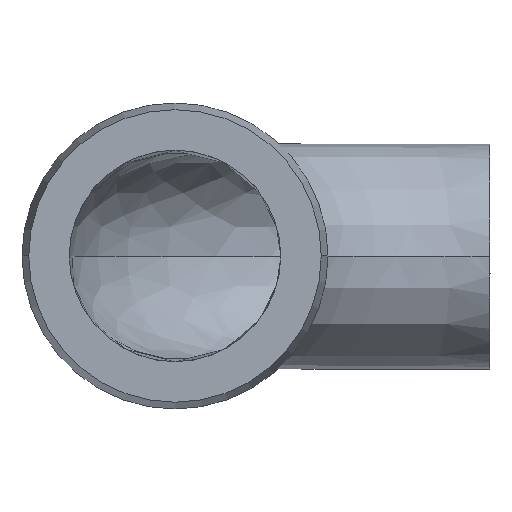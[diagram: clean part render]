
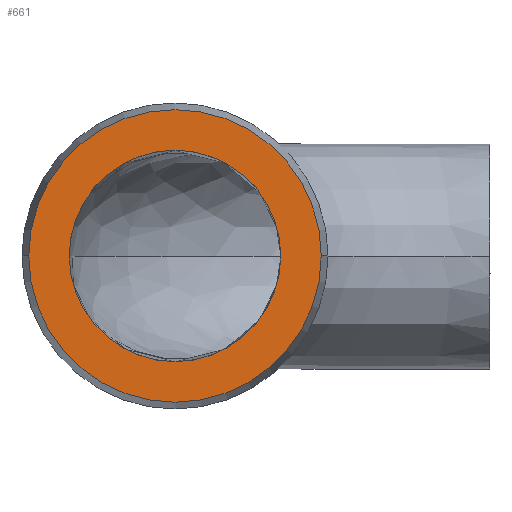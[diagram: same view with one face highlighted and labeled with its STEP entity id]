
A CAD part, top view. The second image highlights one B-rep face of the part: STEP entity #661.
In plain terms, the highlighted planar face has unit normal (0, 0, 1).
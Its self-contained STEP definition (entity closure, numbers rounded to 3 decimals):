
#37 = EDGE_CURVE ( 'NONE', #2515, #3146, #1470, .T. ) ;
#188 = AXIS2_PLACEMENT_3D ( 'NONE', #3650, #3726, #1253 ) ;
#194 = CIRCLE ( 'NONE', #7038, 32.5 ) ;
#199 = VERTEX_POINT ( 'NONE', #1578 ) ;
#436 = CARTESIAN_POINT ( 'NONE',  ( -46.5, 0., 0. ) ) ;
#510 = DIRECTION ( 'NONE',  ( 1., 0., 0. ) ) ;
#661 = ADVANCED_FACE ( 'NONE', ( #3891, #4008 ), #4442, .F. ) ;
#874 = EDGE_LOOP ( 'NONE', ( #3218, #6951 ) ) ;
#1082 = AXIS2_PLACEMENT_3D ( 'NONE', #1440, #6915, #2596 ) ;
#1198 = AXIS2_PLACEMENT_3D ( 'NONE', #3931, #5123, #6419 ) ;
#1253 = DIRECTION ( 'NONE',  ( 1., 0., 0. ) ) ;
#1440 = CARTESIAN_POINT ( 'NONE',  ( -70., 0., 0. ) ) ;
#1470 = CIRCLE ( 'NONE', #188, 23.5 ) ;
#1522 = EDGE_LOOP ( 'NONE', ( #4923, #7402 ) ) ;
#1578 = CARTESIAN_POINT ( 'NONE',  ( -102.5, 0., 0. ) ) ;
#2318 = DIRECTION ( 'NONE',  ( 0., 0., 1. ) ) ;
#2515 = VERTEX_POINT ( 'NONE', #436 ) ;
#2596 = DIRECTION ( 'NONE',  ( 1., 0., 0. ) ) ;
#2994 = CIRCLE ( 'NONE', #3377, 32.5 ) ;
#3146 = VERTEX_POINT ( 'NONE', #6795 ) ;
#3218 = ORIENTED_EDGE ( 'NONE', *, *, #37, .F. ) ;
#3377 = AXIS2_PLACEMENT_3D ( 'NONE', #4818, #6629, #510 ) ;
#3509 = EDGE_CURVE ( 'NONE', #3146, #2515, #7161, .T. ) ;
#3650 = CARTESIAN_POINT ( 'NONE',  ( -70., 0., 0. ) ) ;
#3726 = DIRECTION ( 'NONE',  ( 0., 0., 1. ) ) ;
#3891 = FACE_BOUND ( 'NONE', #874, .T. ) ;
#3931 = CARTESIAN_POINT ( 'NONE',  ( -93.5, 0., 0. ) ) ;
#4008 = FACE_OUTER_BOUND ( 'NONE', #1522, .T. ) ;
#4442 = PLANE ( 'NONE',  #1198 ) ;
#4533 = EDGE_CURVE ( 'NONE', #199, #5052, #2994, .T. ) ;
#4818 = CARTESIAN_POINT ( 'NONE',  ( -70., 0., 0. ) ) ;
#4923 = ORIENTED_EDGE ( 'NONE', *, *, #4533, .T. ) ;
#5052 = VERTEX_POINT ( 'NONE', #5270 ) ;
#5123 = DIRECTION ( 'NONE',  ( 0., 0., -1. ) ) ;
#5270 = CARTESIAN_POINT ( 'NONE',  ( -37.5, 0., 0. ) ) ;
#6419 = DIRECTION ( 'NONE',  ( -1., 0., 0. ) ) ;
#6543 = DIRECTION ( 'NONE',  ( 1., 0., 0. ) ) ;
#6629 = DIRECTION ( 'NONE',  ( 0., 0., 1. ) ) ;
#6795 = CARTESIAN_POINT ( 'NONE',  ( -93.5, 0., 0. ) ) ;
#6915 = DIRECTION ( 'NONE',  ( 0., 0., 1. ) ) ;
#6951 = ORIENTED_EDGE ( 'NONE', *, *, #3509, .F. ) ;
#6990 = EDGE_CURVE ( 'NONE', #5052, #199, #194, .T. ) ;
#7038 = AXIS2_PLACEMENT_3D ( 'NONE', #7724, #2318, #6543 ) ;
#7161 = CIRCLE ( 'NONE', #1082, 23.5 ) ;
#7402 = ORIENTED_EDGE ( 'NONE', *, *, #6990, .T. ) ;
#7724 = CARTESIAN_POINT ( 'NONE',  ( -70., 0., 0. ) ) ;
